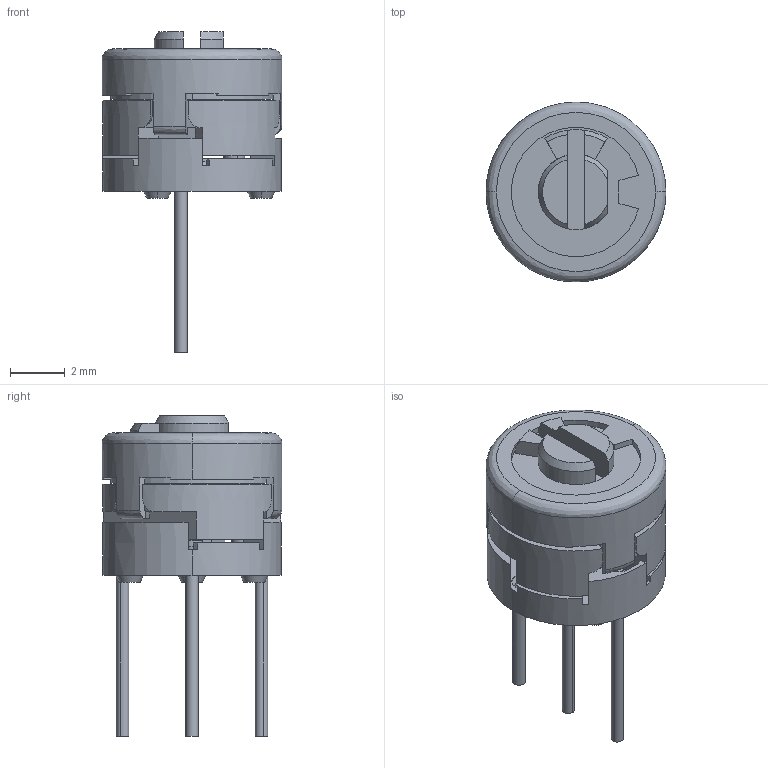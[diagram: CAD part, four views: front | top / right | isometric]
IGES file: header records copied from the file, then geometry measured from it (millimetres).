
Start section:  PTC IGES file: 3329U.igs
Global section: file name: 3329U.igs; native system: Creo Parametric by Parametric Technology Corporation; preprocessor: 2012230; author: stevec; organization: Unknown; date: 20121102.090817; units: inch
Bounding box: 6.6 x 6.6 x 11.77 mm (x, y, z)
Volume: 153.6 mm3; surface area: 514.4 mm2
Topology: 2 solids, 4 shells, 355 faces, 939 edges, 599 vertices
Faces by surface type: bspline 189, revolution 166
